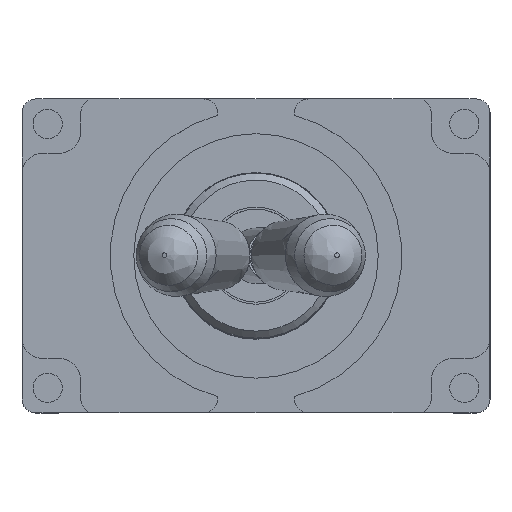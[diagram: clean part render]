
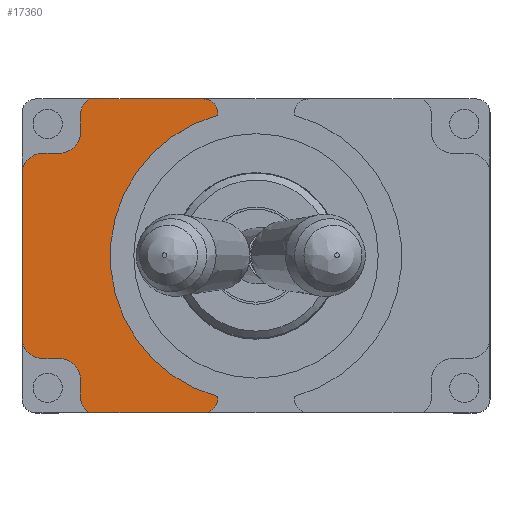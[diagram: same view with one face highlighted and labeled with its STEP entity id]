
A CAD part, top view. The second image highlights one B-rep face of the part: STEP entity #17360.
In plain terms, the highlighted face is planar.
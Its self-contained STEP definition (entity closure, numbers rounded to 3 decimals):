
#340=PLANE('',#24654);
#1107=CIRCLE('',#24655,1.5);
#1108=CIRCLE('',#24656,1.5);
#1109=CIRCLE('',#24657,1.5);
#1110=CIRCLE('',#24658,1.5);
#1111=CIRCLE('',#24659,1.5);
#1112=CIRCLE('',#24660,1.5);
#1113=CIRCLE('',#24661,1.);
#1114=CIRCLE('',#24662,10.5);
#1115=CIRCLE('',#24663,1.);
#1365=LINE('',#46769,#2513);
#1371=LINE('',#46782,#2519);
#1389=LINE('',#46814,#2537);
#1396=LINE('',#46847,#2544);
#1397=LINE('',#46851,#2545);
#1398=LINE('',#46856,#2546);
#1399=LINE('',#46860,#2547);
#2513=VECTOR('',#25902,1000.);
#2519=VECTOR('',#25910,1000.);
#2537=VECTOR('',#25932,1000.);
#2544=VECTOR('',#25973,1000.);
#2545=VECTOR('',#25976,1000.);
#2546=VECTOR('',#25981,1000.);
#2547=VECTOR('',#25984,1000.);
#5182=ORIENTED_EDGE('',*,*,#10348,.F.);
#5183=ORIENTED_EDGE('',*,*,#10349,.F.);
#5184=ORIENTED_EDGE('',*,*,#10350,.F.);
#5185=ORIENTED_EDGE('',*,*,#10351,.F.);
#5186=ORIENTED_EDGE('',*,*,#10352,.F.);
#5187=ORIENTED_EDGE('',*,*,#10308,.F.);
#5188=ORIENTED_EDGE('',*,*,#10353,.F.);
#5189=ORIENTED_EDGE('',*,*,#10354,.F.);
#5190=ORIENTED_EDGE('',*,*,#10355,.F.);
#5191=ORIENTED_EDGE('',*,*,#10356,.F.);
#5192=ORIENTED_EDGE('',*,*,#10357,.F.);
#5193=ORIENTED_EDGE('',*,*,#10332,.F.);
#5194=ORIENTED_EDGE('',*,*,#10358,.F.);
#5195=ORIENTED_EDGE('',*,*,#10359,.F.);
#5196=ORIENTED_EDGE('',*,*,#10360,.F.);
#5197=ORIENTED_EDGE('',*,*,#10314,.F.);
#10308=EDGE_CURVE('',#12878,#12879,#1365,.T.);
#10314=EDGE_CURVE('',#12884,#12885,#1371,.T.);
#10332=EDGE_CURVE('',#12896,#12897,#1389,.T.);
#10348=EDGE_CURVE('',#12905,#12884,#1107,.T.);
#10349=EDGE_CURVE('',#12906,#12905,#1396,.T.);
#10350=EDGE_CURVE('',#12907,#12906,#1108,.T.);
#10351=EDGE_CURVE('',#12908,#12907,#1397,.T.);
#10352=EDGE_CURVE('',#12879,#12908,#1109,.T.);
#10353=EDGE_CURVE('',#12909,#12878,#1110,.T.);
#10354=EDGE_CURVE('',#12910,#12909,#1398,.T.);
#10355=EDGE_CURVE('',#12911,#12910,#1111,.T.);
#10356=EDGE_CURVE('',#12912,#12911,#1399,.T.);
#10357=EDGE_CURVE('',#12897,#12912,#1112,.T.);
#10358=EDGE_CURVE('',#12913,#12896,#1113,.T.);
#10359=EDGE_CURVE('',#12914,#12913,#1114,.T.);
#10360=EDGE_CURVE('',#12885,#12914,#1115,.T.);
#12878=VERTEX_POINT('',#46768);
#12879=VERTEX_POINT('',#46770);
#12884=VERTEX_POINT('',#46781);
#12885=VERTEX_POINT('',#46783);
#12896=VERTEX_POINT('',#46813);
#12897=VERTEX_POINT('',#46815);
#12905=VERTEX_POINT('',#46846);
#12906=VERTEX_POINT('',#46848);
#12907=VERTEX_POINT('',#46850);
#12908=VERTEX_POINT('',#46852);
#12909=VERTEX_POINT('',#46855);
#12910=VERTEX_POINT('',#46857);
#12911=VERTEX_POINT('',#46859);
#12912=VERTEX_POINT('',#46861);
#12913=VERTEX_POINT('',#46864);
#12914=VERTEX_POINT('',#46866);
#14649=EDGE_LOOP('',(#5182,#5183,#5184,#5185,#5186,#5187,#5188,#5189,#5190,
#5191,#5192,#5193,#5194,#5195,#5196,#5197));
#15950=FACE_BOUND('',#14649,.T.);
#17360=ADVANCED_FACE('',(#15950),#340,.F.);
#24654=AXIS2_PLACEMENT_3D('',#46844,#25969,#25970);
#24655=AXIS2_PLACEMENT_3D('',#46845,#25971,#25972);
#24656=AXIS2_PLACEMENT_3D('',#46849,#25974,#25975);
#24657=AXIS2_PLACEMENT_3D('',#46853,#25977,#25978);
#24658=AXIS2_PLACEMENT_3D('',#46854,#25979,#25980);
#24659=AXIS2_PLACEMENT_3D('',#46858,#25982,#25983);
#24660=AXIS2_PLACEMENT_3D('',#46862,#25985,#25986);
#24661=AXIS2_PLACEMENT_3D('',#46863,#25987,#25988);
#24662=AXIS2_PLACEMENT_3D('',#46865,#25989,#25990);
#24663=AXIS2_PLACEMENT_3D('',#46867,#25991,#25992);
#25902=DIRECTION('',(0.,0.,-1.));
#25910=DIRECTION('',(1.,0.,0.));
#25932=DIRECTION('',(-1.,0.,0.));
#25969=DIRECTION('',(0.,-1.,0.));
#25970=DIRECTION('',(0.,0.,-1.));
#25971=DIRECTION('',(0.,-1.,0.));
#25972=DIRECTION('',(1.,0.,0.));
#25973=DIRECTION('',(0.,0.,-1.));
#25974=DIRECTION('',(0.,1.,0.));
#25975=DIRECTION('',(-1.,0.,0.));
#25976=DIRECTION('',(1.,0.,0.));
#25977=DIRECTION('',(0.,-1.,0.));
#25978=DIRECTION('',(1.,0.,0.));
#25979=DIRECTION('',(0.,-1.,0.));
#25980=DIRECTION('',(1.,0.,0.));
#25981=DIRECTION('',(-1.,0.,0.));
#25982=DIRECTION('',(0.,1.,0.));
#25983=DIRECTION('',(-1.,0.,0.));
#25984=DIRECTION('',(0.,0.,-1.));
#25985=DIRECTION('',(0.,-1.,0.));
#25986=DIRECTION('',(1.,0.,0.));
#25987=DIRECTION('',(0.,-1.,0.));
#25988=DIRECTION('',(-1.,0.,0.));
#25989=DIRECTION('',(0.,1.,0.));
#25990=DIRECTION('',(1.,0.,0.));
#25991=DIRECTION('',(0.,-1.,0.));
#25992=DIRECTION('',(-1.,0.,0.));
#46768=CARTESIAN_POINT('',(-16.85,1.6,5.895));
#46769=CARTESIAN_POINT('',(-16.85,1.6,5.895));
#46770=CARTESIAN_POINT('',(-16.85,1.6,-5.895));
#46781=CARTESIAN_POINT('',(-12.044,1.6,-11.3));
#46782=CARTESIAN_POINT('',(-12.044,1.6,-11.3));
#46783=CARTESIAN_POINT('',(-3.767,1.6,-11.3));
#46813=CARTESIAN_POINT('',(-3.767,1.6,11.3));
#46814=CARTESIAN_POINT('',(-3.767,1.6,11.3));
#46815=CARTESIAN_POINT('',(-12.044,1.6,11.3));
#46844=CARTESIAN_POINT('',(-11.15,1.6,-10.095));
#46845=CARTESIAN_POINT('',(-11.15,1.6,-10.095));
#46846=CARTESIAN_POINT('',(-12.65,1.6,-10.095));
#46847=CARTESIAN_POINT('',(-12.65,1.6,-8.895));
#46848=CARTESIAN_POINT('',(-12.65,1.6,-8.895));
#46849=CARTESIAN_POINT('',(-14.15,1.6,-8.895));
#46850=CARTESIAN_POINT('',(-14.15,1.6,-7.395));
#46851=CARTESIAN_POINT('',(-15.35,1.6,-7.395));
#46852=CARTESIAN_POINT('',(-15.35,1.6,-7.395));
#46853=CARTESIAN_POINT('',(-15.35,1.6,-5.895));
#46854=CARTESIAN_POINT('',(-15.35,1.6,5.895));
#46855=CARTESIAN_POINT('',(-15.35,1.6,7.395));
#46856=CARTESIAN_POINT('',(-15.35,1.6,7.395));
#46857=CARTESIAN_POINT('',(-14.15,1.6,7.395));
#46858=CARTESIAN_POINT('',(-14.15,1.6,8.895));
#46859=CARTESIAN_POINT('',(-12.65,1.6,8.895));
#46860=CARTESIAN_POINT('',(-12.65,1.6,8.895));
#46861=CARTESIAN_POINT('',(-12.65,1.6,10.095));
#46862=CARTESIAN_POINT('',(-11.15,1.6,10.095));
#46863=CARTESIAN_POINT('',(-3.767,1.6,10.3));
#46864=CARTESIAN_POINT('',(-2.782,1.6,10.125));
#46865=CARTESIAN_POINT('',(0.,1.6,0.));
#46866=CARTESIAN_POINT('',(-2.782,1.6,-10.125));
#46867=CARTESIAN_POINT('',(-3.767,1.6,-10.3));
